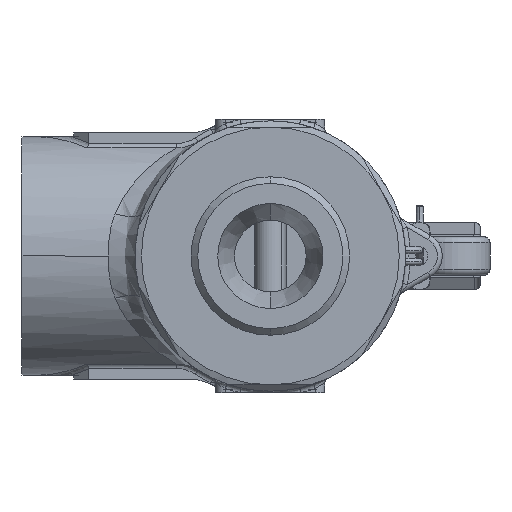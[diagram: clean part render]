
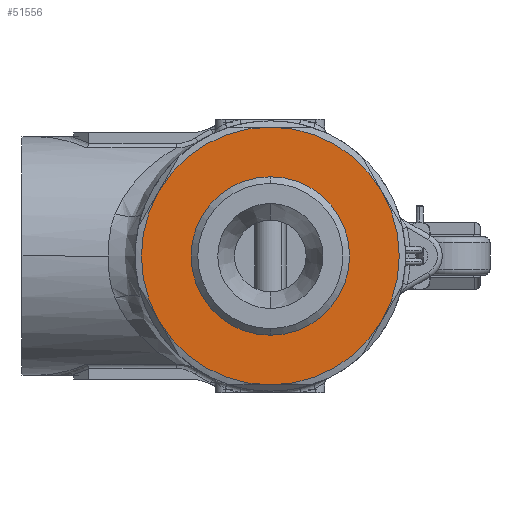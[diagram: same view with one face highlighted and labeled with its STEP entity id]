
A CAD part, front view. The second image highlights one B-rep face of the part: STEP entity #51556.
In plain terms, the highlighted planar face has unit normal (0, -1, 0).
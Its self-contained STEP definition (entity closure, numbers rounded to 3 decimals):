
#1213 = CARTESIAN_POINT ( 'NONE',  ( 0., 12., 0. ) ) ;
#2698 = EDGE_CURVE ( 'NONE', #16392, #51110, #13687, .T. ) ;
#3167 = DIRECTION ( 'NONE',  ( 0., 0., 1. ) ) ;
#3700 = AXIS2_PLACEMENT_3D ( 'NONE', #57637, #30331, #3167 ) ;
#4898 = FACE_OUTER_BOUND ( 'NONE', #57670, .T. ) ;
#5778 = DIRECTION ( 'NONE',  ( 0., 0., 1. ) ) ;
#5881 = AXIS2_PLACEMENT_3D ( 'NONE', #34405, #7246, #38966 ) ;
#7246 = DIRECTION ( 'NONE',  ( 0., -1., 0. ) ) ;
#8118 = ORIENTED_EDGE ( 'NONE', *, *, #23806, .F. ) ;
#9547 = CARTESIAN_POINT ( 'NONE',  ( 0., 12., -13.5 ) ) ;
#11230 = CARTESIAN_POINT ( 'NONE',  ( 0., 12., 8.15 ) ) ;
#11238 = DIRECTION ( 'NONE',  ( 0., 1., 0. ) ) ;
#13687 = CIRCLE ( 'NONE', #47605, 8.15 ) ;
#14145 = DIRECTION ( 'NONE',  ( 0., 1., 0. ) ) ;
#14210 = CARTESIAN_POINT ( 'NONE',  ( 0., 12., -8.15 ) ) ;
#16077 = PLANE ( 'NONE',  #5881 ) ;
#16392 = VERTEX_POINT ( 'NONE', #14210 ) ;
#18181 = VERTEX_POINT ( 'NONE', #42169 ) ;
#23316 = ORIENTED_EDGE ( 'NONE', *, *, #58454, .T. ) ;
#23503 = AXIS2_PLACEMENT_3D ( 'NONE', #1213, #32952, #5778 ) ;
#23806 = EDGE_CURVE ( 'NONE', #51785, #18181, #38210, .T. ) ;
#28273 = ORIENTED_EDGE ( 'NONE', *, *, #53444, .F. ) ;
#30331 = DIRECTION ( 'NONE',  ( 0., 1., 0. ) ) ;
#32952 = DIRECTION ( 'NONE',  ( 0., 1., 0. ) ) ;
#34405 = CARTESIAN_POINT ( 'NONE',  ( 0., 12., 8.15 ) ) ;
#38210 = CIRCLE ( 'NONE', #43538, 13.5 ) ;
#38439 = CARTESIAN_POINT ( 'NONE',  ( 0., 12., 0. ) ) ;
#38966 = DIRECTION ( 'NONE',  ( 0., 0., -1. ) ) ;
#40726 = EDGE_LOOP ( 'NONE', ( #23316, #46815 ) ) ;
#41374 = CARTESIAN_POINT ( 'NONE',  ( 0., 12., 0. ) ) ;
#42169 = CARTESIAN_POINT ( 'NONE',  ( 0., 12., 13.5 ) ) ;
#43012 = DIRECTION ( 'NONE',  ( 0., 0., 1. ) ) ;
#43538 = AXIS2_PLACEMENT_3D ( 'NONE', #38439, #11238, #43012 ) ;
#45943 = DIRECTION ( 'NONE',  ( 0., 0., 1. ) ) ;
#46815 = ORIENTED_EDGE ( 'NONE', *, *, #2698, .T. ) ;
#47605 = AXIS2_PLACEMENT_3D ( 'NONE', #41374, #14145, #45943 ) ;
#51110 = VERTEX_POINT ( 'NONE', #11230 ) ;
#51556 = ADVANCED_FACE ( 'NONE', ( #53291, #4898 ), #16077, .T. ) ;
#51785 = VERTEX_POINT ( 'NONE', #9547 ) ;
#52312 = CIRCLE ( 'NONE', #23503, 13.5 ) ;
#53291 = FACE_BOUND ( 'NONE', #40726, .T. ) ;
#53444 = EDGE_CURVE ( 'NONE', #18181, #51785, #52312, .T. ) ;
#54458 = CIRCLE ( 'NONE', #3700, 8.15 ) ;
#57637 = CARTESIAN_POINT ( 'NONE',  ( 0., 12., 0. ) ) ;
#57670 = EDGE_LOOP ( 'NONE', ( #28273, #8118 ) ) ;
#58454 = EDGE_CURVE ( 'NONE', #51110, #16392, #54458, .T. ) ;
